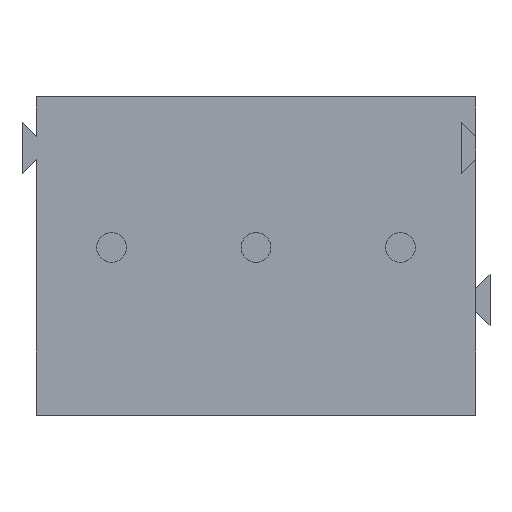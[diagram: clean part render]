
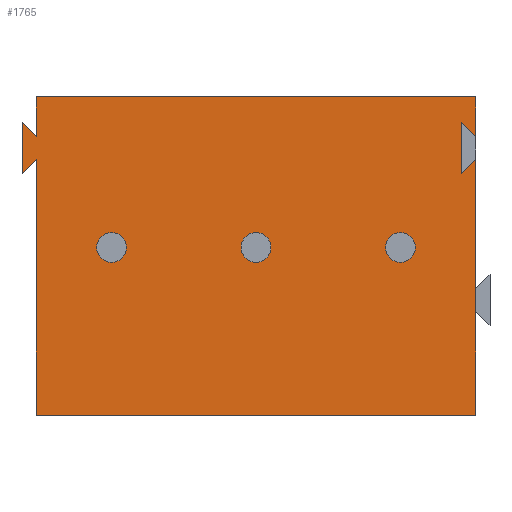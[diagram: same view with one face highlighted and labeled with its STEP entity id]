
A CAD part, front view. The second image highlights one B-rep face of the part: STEP entity #1765.
In plain terms, the highlighted planar face has unit normal (0, -1, 0).
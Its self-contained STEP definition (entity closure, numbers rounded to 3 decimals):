
#87=FACE_BOUND('',#313,.T.);
#88=FACE_BOUND('',#314,.T.);
#89=FACE_BOUND('',#315,.T.);
#94=CIRCLE('',#1809,0.525);
#100=CIRCLE('',#1838,0.525);
#106=CIRCLE('',#1870,0.525);
#205=FACE_OUTER_BOUND('',#312,.T.);
#312=EDGE_LOOP('',(#1567,#1568,#1569,#1570,#1571,#1572,#1573,#1574,#1575,
#1576,#1577,#1578));
#313=EDGE_LOOP('',(#1579));
#314=EDGE_LOOP('',(#1580));
#315=EDGE_LOOP('',(#1581));
#347=LINE('',#2418,#557);
#351=LINE('',#2426,#561);
#357=LINE('',#2439,#567);
#361=LINE('',#2448,#571);
#364=LINE('',#2452,#574);
#368=LINE('',#2460,#578);
#370=LINE('',#2465,#580);
#373=LINE('',#2469,#583);
#512=LINE('',#2788,#722);
#523=LINE('',#2821,#733);
#524=LINE('',#2822,#734);
#525=LINE('',#2824,#735);
#557=VECTOR('',#1961,10.);
#561=VECTOR('',#1965,10.);
#567=VECTOR('',#1973,10.);
#571=VECTOR('',#1979,10.);
#574=VECTOR('',#1984,10.);
#578=VECTOR('',#1992,10.);
#580=VECTOR('',#1996,10.);
#583=VECTOR('',#2001,10.);
#722=VECTOR('',#2302,10.);
#733=VECTOR('',#2339,10.);
#734=VECTOR('',#2340,10.);
#735=VECTOR('',#2343,10.);
#761=VERTEX_POINT('',#2415);
#762=VERTEX_POINT('',#2417);
#765=VERTEX_POINT('',#2423);
#766=VERTEX_POINT('',#2425);
#771=VERTEX_POINT('',#2436);
#772=VERTEX_POINT('',#2438);
#775=VERTEX_POINT('',#2445);
#776=VERTEX_POINT('',#2447);
#778=VERTEX_POINT('',#2458);
#780=VERTEX_POINT('',#2464);
#782=VERTEX_POINT('',#2474);
#816=VERTEX_POINT('',#2582);
#853=VERTEX_POINT('',#2702);
#879=VERTEX_POINT('',#2786);
#888=VERTEX_POINT('',#2819);
#923=EDGE_CURVE('',#762,#761,#347,.T.);
#927=EDGE_CURVE('',#766,#765,#351,.T.);
#933=EDGE_CURVE('',#772,#771,#357,.T.);
#937=EDGE_CURVE('',#776,#775,#361,.T.);
#940=EDGE_CURVE('',#775,#772,#364,.T.);
#944=EDGE_CURVE('',#765,#778,#368,.T.);
#946=EDGE_CURVE('',#780,#762,#370,.T.);
#949=EDGE_CURVE('',#778,#780,#373,.T.);
#951=EDGE_CURVE('',#782,#782,#94,.T.);
#1002=EDGE_CURVE('',#816,#816,#100,.T.);
#1059=EDGE_CURVE('',#853,#853,#106,.T.);
#1102=EDGE_CURVE('',#761,#879,#512,.T.);
#1117=EDGE_CURVE('',#771,#888,#523,.T.);
#1118=EDGE_CURVE('',#879,#776,#524,.T.);
#1119=EDGE_CURVE('',#888,#766,#525,.T.);
#1567=ORIENTED_EDGE('',*,*,#946,.T.);
#1568=ORIENTED_EDGE('',*,*,#923,.T.);
#1569=ORIENTED_EDGE('',*,*,#1102,.T.);
#1570=ORIENTED_EDGE('',*,*,#1118,.T.);
#1571=ORIENTED_EDGE('',*,*,#937,.T.);
#1572=ORIENTED_EDGE('',*,*,#940,.T.);
#1573=ORIENTED_EDGE('',*,*,#933,.T.);
#1574=ORIENTED_EDGE('',*,*,#1117,.T.);
#1575=ORIENTED_EDGE('',*,*,#1119,.T.);
#1576=ORIENTED_EDGE('',*,*,#927,.T.);
#1577=ORIENTED_EDGE('',*,*,#944,.T.);
#1578=ORIENTED_EDGE('',*,*,#949,.T.);
#1579=ORIENTED_EDGE('',*,*,#951,.T.);
#1580=ORIENTED_EDGE('',*,*,#1002,.T.);
#1581=ORIENTED_EDGE('',*,*,#1059,.T.);
#1670=PLANE('',#1901);
#1765=ADVANCED_FACE('',(#205,#87,#88,#89),#1670,.F.);
#1809=AXIS2_PLACEMENT_3D('',#2475,#2008,#2009);
#1838=AXIS2_PLACEMENT_3D('',#2583,#2111,#2112);
#1870=AXIS2_PLACEMENT_3D('',#2703,#2226,#2227);
#1901=AXIS2_PLACEMENT_3D('',#2825,#2344,#2345);
#1961=DIRECTION('',(0.,0.,1.));
#1965=DIRECTION('',(0.,0.,1.));
#1973=DIRECTION('',(0.707,0.,0.707));
#1979=DIRECTION('',(-0.707,0.,0.707));
#1984=DIRECTION('',(0.,0.,-1.));
#1992=DIRECTION('',(-0.707,0.,-0.707));
#1996=DIRECTION('',(0.707,0.,-0.707));
#2001=DIRECTION('',(0.,0.,1.));
#2008=DIRECTION('center_axis',(0.,1.,0.));
#2009=DIRECTION('ref_axis',(1.,0.,0.));
#2111=DIRECTION('center_axis',(0.,1.,0.));
#2112=DIRECTION('ref_axis',(1.,0.,0.));
#2226=DIRECTION('center_axis',(0.,1.,0.));
#2227=DIRECTION('ref_axis',(1.,0.,0.));
#2302=DIRECTION('',(-1.,0.,0.));
#2339=DIRECTION('',(0.,0.,-1.));
#2340=DIRECTION('',(0.,0.,-1.));
#2343=DIRECTION('',(1.,0.,0.));
#2344=DIRECTION('center_axis',(0.,1.,0.));
#2345=DIRECTION('ref_axis',(0.,0.,1.));
#2415=CARTESIAN_POINT('',(12.81,0.,5.3));
#2417=CARTESIAN_POINT('',(12.81,0.,3.9));
#2418=CARTESIAN_POINT('',(12.81,0.,-5.9));
#2423=CARTESIAN_POINT('',(12.81,0.,3.1));
#2425=CARTESIAN_POINT('',(12.81,0.,-5.9));
#2426=CARTESIAN_POINT('',(12.81,0.,-5.9));
#2436=CARTESIAN_POINT('',(-2.65,0.,3.1));
#2438=CARTESIAN_POINT('',(-3.15,0.,2.6));
#2439=CARTESIAN_POINT('',(-3.15,0.,2.6));
#2445=CARTESIAN_POINT('',(-3.15,0.,4.4));
#2447=CARTESIAN_POINT('',(-2.65,0.,3.9));
#2448=CARTESIAN_POINT('',(-2.65,0.,3.9));
#2452=CARTESIAN_POINT('',(-3.15,0.,4.4));
#2458=CARTESIAN_POINT('',(12.31,0.,2.6));
#2460=CARTESIAN_POINT('',(8.758,0.,-0.953));
#2464=CARTESIAN_POINT('',(12.31,0.,4.4));
#2465=CARTESIAN_POINT('',(10.408,0.,6.303));
#2469=CARTESIAN_POINT('',(12.31,0.,1.15));
#2474=CARTESIAN_POINT('',(9.635,0.,0.));
#2475=CARTESIAN_POINT('Origin',(10.16,0.,0.));
#2582=CARTESIAN_POINT('',(4.555,0.,0.));
#2583=CARTESIAN_POINT('Origin',(5.08,0.,0.));
#2702=CARTESIAN_POINT('',(-0.525,0.,0.));
#2703=CARTESIAN_POINT('Origin',(0.,0.,0.));
#2786=CARTESIAN_POINT('',(-2.65,0.,5.3));
#2788=CARTESIAN_POINT('',(2.65,0.,5.3));
#2819=CARTESIAN_POINT('',(-2.65,0.,-5.9));
#2821=CARTESIAN_POINT('',(-2.65,0.,5.3));
#2822=CARTESIAN_POINT('',(-2.65,0.,5.3));
#2824=CARTESIAN_POINT('',(-2.65,0.,-5.9));
#2825=CARTESIAN_POINT('Origin',(0.,0.,-0.3));
